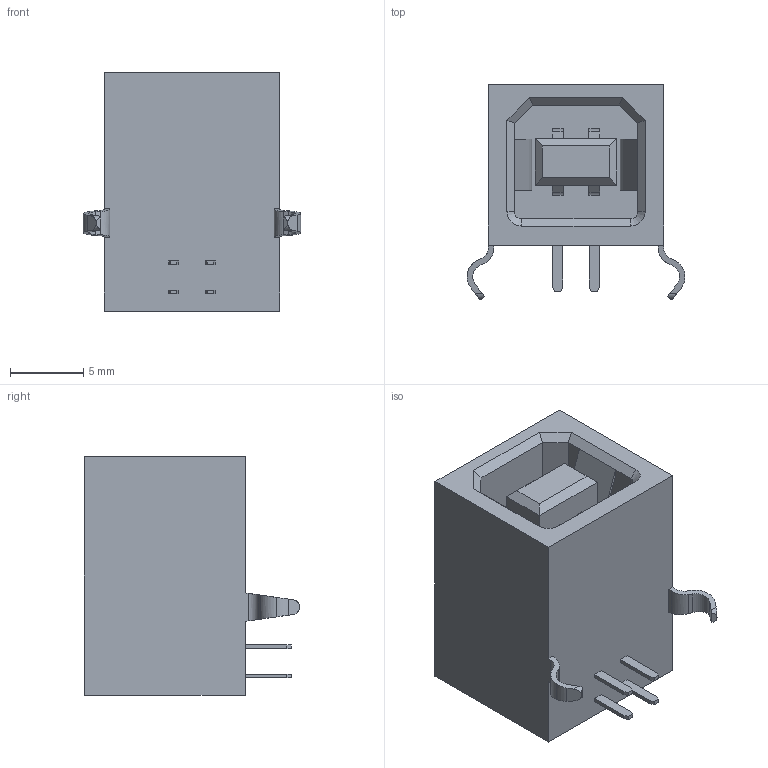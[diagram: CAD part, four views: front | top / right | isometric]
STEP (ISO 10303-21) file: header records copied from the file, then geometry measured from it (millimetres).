
FILE_DESCRIPTION (( 'STEP AP214' ), '1' );
FILE_NAME ('USB-type-B(USBR-B-S-F-O-TH).STEP', '2020-03-20T09:19:32', ( '' ), ( '' ), 'SwSTEP 2.0', 'SolidWorks 2020', '' );
FILE_SCHEMA (( 'AUTOMOTIVE_DESIGN' ));
Length unit declared in the file: millimetre
Products named in the file (1): USB-type-B(USBR-B-S-F-O-TH)
Bounding box: 14.9 x 14.72 x 16.3 mm (x, y, z)
Volume: 1737.6 mm3; surface area: 1600.8 mm2
Topology: 1 solids, 1 shells, 140 faces, 382 edges, 246 vertices
Faces by surface type: plane 110, cylinder 28, cone 2
Entity records: 5137 total; most frequent: CARTESIAN_POINT 865, ORIENTED_EDGE 764, DIRECTION 662, EDGE_CURVE 382, LINE 320, VECTOR 320, VERTEX_POINT 246, AXIS2_PLACEMENT_3D 171
